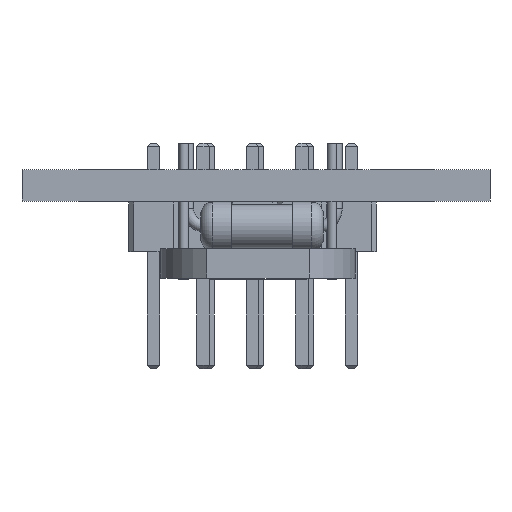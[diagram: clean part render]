
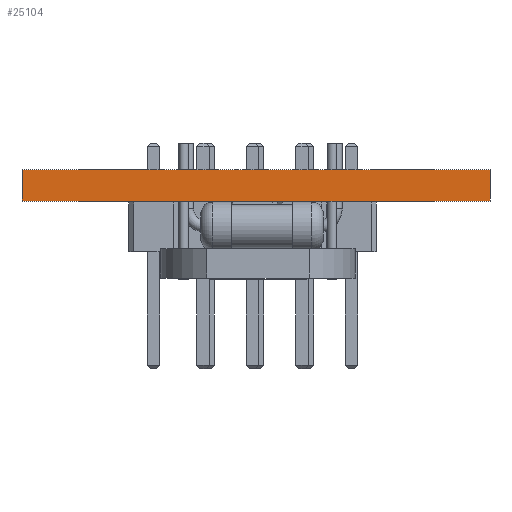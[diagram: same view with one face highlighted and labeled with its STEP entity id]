
A CAD part, front view. The second image highlights one B-rep face of the part: STEP entity #25104.
In plain terms, the highlighted planar face has unit normal (0, -1, 0).
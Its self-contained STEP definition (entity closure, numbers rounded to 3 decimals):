
#25104 = ADVANCED_FACE('',(#25105),#25119,.F.);
#25105 = FACE_BOUND('',#25106,.F.);
#25106 = EDGE_LOOP('',(#25107,#25142,#25170,#25198));
#25107 = ORIENTED_EDGE('',*,*,#25108,.T.);
#25108 = EDGE_CURVE('',#25109,#25111,#25113,.T.);
#25109 = VERTEX_POINT('',#25110);
#25110 = CARTESIAN_POINT('',(149.35,-161.95,0.));
#25111 = VERTEX_POINT('',#25112);
#25112 = CARTESIAN_POINT('',(149.35,-161.95,1.6));
#25113 = SURFACE_CURVE('',#25114,(#25118,#25130),.PCURVE_S1.);
#25114 = LINE('',#25115,#25116);
#25115 = CARTESIAN_POINT('',(149.35,-161.95,0.));
#25116 = VECTOR('',#25117,1.);
#25117 = DIRECTION('',(0.,0.,1.));
#25118 = PCURVE('',#25119,#25124);
#25119 = PLANE('',#25120);
#25120 = AXIS2_PLACEMENT_3D('',#25121,#25122,#25123);
#25121 = CARTESIAN_POINT('',(149.35,-161.95,0.));
#25122 = DIRECTION('',(0.,1.,0.));
#25123 = DIRECTION('',(1.,0.,0.));
#25124 = DEFINITIONAL_REPRESENTATION('',(#25125),#25129);
#25125 = LINE('',#25126,#25127);
#25126 = CARTESIAN_POINT('',(0.,0.));
#25127 = VECTOR('',#25128,1.);
#25128 = DIRECTION('',(0.,-1.));
#25129 = ( GEOMETRIC_REPRESENTATION_CONTEXT(2) 
PARAMETRIC_REPRESENTATION_CONTEXT() REPRESENTATION_CONTEXT('2D SPACE',''
  ) );
#25130 = PCURVE('',#25131,#25136);
#25131 = PLANE('',#25132);
#25132 = AXIS2_PLACEMENT_3D('',#25133,#25134,#25135);
#25133 = CARTESIAN_POINT('',(149.35,-31.95,0.));
#25134 = DIRECTION('',(1.,0.,0.));
#25135 = DIRECTION('',(0.,-1.,0.));
#25136 = DEFINITIONAL_REPRESENTATION('',(#25137),#25141);
#25137 = LINE('',#25138,#25139);
#25138 = CARTESIAN_POINT('',(130.,0.));
#25139 = VECTOR('',#25140,1.);
#25140 = DIRECTION('',(0.,-1.));
#25141 = ( GEOMETRIC_REPRESENTATION_CONTEXT(2) 
PARAMETRIC_REPRESENTATION_CONTEXT() REPRESENTATION_CONTEXT('2D SPACE',''
  ) );
#25142 = ORIENTED_EDGE('',*,*,#25143,.T.);
#25143 = EDGE_CURVE('',#25111,#25144,#25146,.T.);
#25144 = VERTEX_POINT('',#25145);
#25145 = CARTESIAN_POINT('',(173.35,-161.95,1.6));
#25146 = SURFACE_CURVE('',#25147,(#25151,#25158),.PCURVE_S1.);
#25147 = LINE('',#25148,#25149);
#25148 = CARTESIAN_POINT('',(149.35,-161.95,1.6));
#25149 = VECTOR('',#25150,1.);
#25150 = DIRECTION('',(1.,0.,0.));
#25151 = PCURVE('',#25119,#25152);
#25152 = DEFINITIONAL_REPRESENTATION('',(#25153),#25157);
#25153 = LINE('',#25154,#25155);
#25154 = CARTESIAN_POINT('',(0.,-1.6));
#25155 = VECTOR('',#25156,1.);
#25156 = DIRECTION('',(1.,0.));
#25157 = ( GEOMETRIC_REPRESENTATION_CONTEXT(2) 
PARAMETRIC_REPRESENTATION_CONTEXT() REPRESENTATION_CONTEXT('2D SPACE',''
  ) );
#25158 = PCURVE('',#25159,#25164);
#25159 = PLANE('',#25160);
#25160 = AXIS2_PLACEMENT_3D('',#25161,#25162,#25163);
#25161 = CARTESIAN_POINT('',(161.35,-96.95,1.6));
#25162 = DIRECTION('',(0.,0.,1.));
#25163 = DIRECTION('',(1.,0.,0.));
#25164 = DEFINITIONAL_REPRESENTATION('',(#25165),#25169);
#25165 = LINE('',#25166,#25167);
#25166 = CARTESIAN_POINT('',(-12.,-65.));
#25167 = VECTOR('',#25168,1.);
#25168 = DIRECTION('',(1.,0.));
#25169 = ( GEOMETRIC_REPRESENTATION_CONTEXT(2) 
PARAMETRIC_REPRESENTATION_CONTEXT() REPRESENTATION_CONTEXT('2D SPACE',''
  ) );
#25170 = ORIENTED_EDGE('',*,*,#25171,.F.);
#25171 = EDGE_CURVE('',#25172,#25144,#25174,.T.);
#25172 = VERTEX_POINT('',#25173);
#25173 = CARTESIAN_POINT('',(173.35,-161.95,0.));
#25174 = SURFACE_CURVE('',#25175,(#25179,#25186),.PCURVE_S1.);
#25175 = LINE('',#25176,#25177);
#25176 = CARTESIAN_POINT('',(173.35,-161.95,0.));
#25177 = VECTOR('',#25178,1.);
#25178 = DIRECTION('',(0.,0.,1.));
#25179 = PCURVE('',#25119,#25180);
#25180 = DEFINITIONAL_REPRESENTATION('',(#25181),#25185);
#25181 = LINE('',#25182,#25183);
#25182 = CARTESIAN_POINT('',(24.,0.));
#25183 = VECTOR('',#25184,1.);
#25184 = DIRECTION('',(0.,-1.));
#25185 = ( GEOMETRIC_REPRESENTATION_CONTEXT(2) 
PARAMETRIC_REPRESENTATION_CONTEXT() REPRESENTATION_CONTEXT('2D SPACE',''
  ) );
#25186 = PCURVE('',#25187,#25192);
#25187 = PLANE('',#25188);
#25188 = AXIS2_PLACEMENT_3D('',#25189,#25190,#25191);
#25189 = CARTESIAN_POINT('',(173.35,-161.95,0.));
#25190 = DIRECTION('',(-1.,0.,0.));
#25191 = DIRECTION('',(0.,1.,0.));
#25192 = DEFINITIONAL_REPRESENTATION('',(#25193),#25197);
#25193 = LINE('',#25194,#25195);
#25194 = CARTESIAN_POINT('',(0.,0.));
#25195 = VECTOR('',#25196,1.);
#25196 = DIRECTION('',(0.,-1.));
#25197 = ( GEOMETRIC_REPRESENTATION_CONTEXT(2) 
PARAMETRIC_REPRESENTATION_CONTEXT() REPRESENTATION_CONTEXT('2D SPACE',''
  ) );
#25198 = ORIENTED_EDGE('',*,*,#25199,.F.);
#25199 = EDGE_CURVE('',#25109,#25172,#25200,.T.);
#25200 = SURFACE_CURVE('',#25201,(#25205,#25212),.PCURVE_S1.);
#25201 = LINE('',#25202,#25203);
#25202 = CARTESIAN_POINT('',(149.35,-161.95,0.));
#25203 = VECTOR('',#25204,1.);
#25204 = DIRECTION('',(1.,0.,0.));
#25205 = PCURVE('',#25119,#25206);
#25206 = DEFINITIONAL_REPRESENTATION('',(#25207),#25211);
#25207 = LINE('',#25208,#25209);
#25208 = CARTESIAN_POINT('',(0.,0.));
#25209 = VECTOR('',#25210,1.);
#25210 = DIRECTION('',(1.,0.));
#25211 = ( GEOMETRIC_REPRESENTATION_CONTEXT(2) 
PARAMETRIC_REPRESENTATION_CONTEXT() REPRESENTATION_CONTEXT('2D SPACE',''
  ) );
#25212 = PCURVE('',#25213,#25218);
#25213 = PLANE('',#25214);
#25214 = AXIS2_PLACEMENT_3D('',#25215,#25216,#25217);
#25215 = CARTESIAN_POINT('',(161.35,-96.95,0.));
#25216 = DIRECTION('',(0.,0.,1.));
#25217 = DIRECTION('',(1.,0.,0.));
#25218 = DEFINITIONAL_REPRESENTATION('',(#25219),#25223);
#25219 = LINE('',#25220,#25221);
#25220 = CARTESIAN_POINT('',(-12.,-65.));
#25221 = VECTOR('',#25222,1.);
#25222 = DIRECTION('',(1.,0.));
#25223 = ( GEOMETRIC_REPRESENTATION_CONTEXT(2) 
PARAMETRIC_REPRESENTATION_CONTEXT() REPRESENTATION_CONTEXT('2D SPACE',''
  ) );
